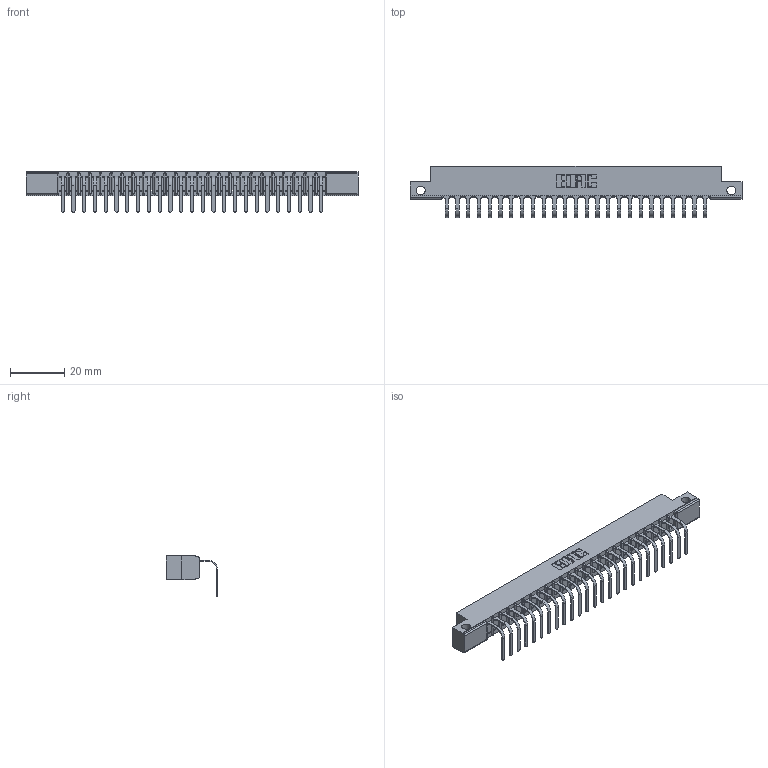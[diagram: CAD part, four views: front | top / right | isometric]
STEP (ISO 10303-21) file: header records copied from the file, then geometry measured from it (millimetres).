
FILE_DESCRIPTION (( 'STEP AP203' ), '1' );
FILE_NAME ('357-025-558-112.STEP', '2022-07-13T20:25:30', ( '' ), ( '' ), 'SwSTEP 2.0', 'SolidWorks 2020', '' );
FILE_SCHEMA (( 'CONFIG_CONTROL_DESIGN' ));
Length unit declared in the file: inch
Products named in the file (3): 357-025-558-112; 307 Part_.128 Dia Side Mounting Holes; 307-290-001_558 - 2 (Single)
Assembly tree (26 placements, depth 2):
  357-025-558-112
    307 Part_.128 Dia Side Mounting Holes
    307-290-001_558 - 2 (Single)  x25
Bounding box: 122.07 x 18.78 x 14.81 mm (x, y, z)
Volume: 7726.8 mm3; surface area: 12564.1 mm2
Topology: 26 solids, 26 shells, 1644 faces, 4673 edges, 3010 vertices
Faces by surface type: plane 1045, cylinder 547, sphere 52
Entity records: 23634 total; most frequent: CARTESIAN_POINT 3976, ORIENTED_EDGE 3962, DIRECTION 3877, EDGE_CURVE 1981, VECTOR 1511, LINE 1511, VERTEX_POINT 1282, AXIS2_PLACEMENT_3D 1183
